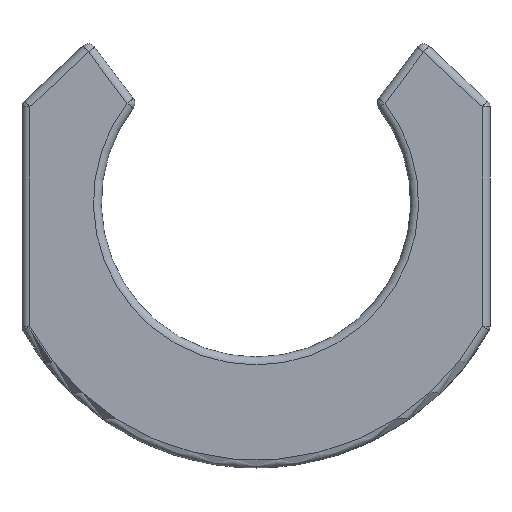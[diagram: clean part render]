
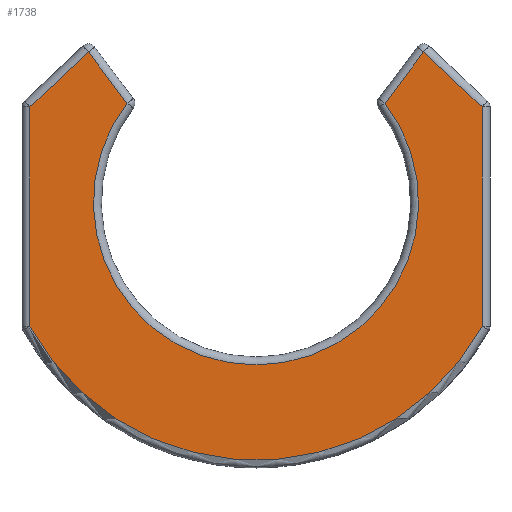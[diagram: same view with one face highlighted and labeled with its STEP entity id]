
A CAD part, front view. The second image highlights one B-rep face of the part: STEP entity #1738.
In plain terms, the highlighted planar face has unit normal (0, -1, 0).
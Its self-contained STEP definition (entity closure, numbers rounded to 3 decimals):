
#3 = DIRECTION ( 'NONE',  ( 0., 0., 1. ) ) ;
#20 = EDGE_CURVE ( 'NONE', #2034, #1138, #1019, .T. ) ;
#27 = EDGE_CURVE ( 'NONE', #1138, #1413, #1028, .T. ) ;
#30 = EDGE_CURVE ( 'NONE', #1413, #2227, #1023, .T. ) ;
#35 = CARTESIAN_POINT ( 'NONE',  ( -0.884, -0.7, -0.663 ) ) ;
#36 = EDGE_CURVE ( 'NONE', #2227, #911, #1007, .T. ) ;
#38 = EDGE_CURVE ( 'NONE', #911, #2199, #1003, .T. ) ;
#41 = EDGE_CURVE ( 'NONE', #2199, #1441, #995, .T. ) ;
#45 = EDGE_CURVE ( 'NONE', #1441, #2277, #991, .T. ) ;
#49 = EDGE_CURVE ( 'NONE', #2277, #2034, #978, .T. ) ;
#85 = DIRECTION ( 'NONE',  ( 0., 0., -1. ) ) ;
#88 = CARTESIAN_POINT ( 'NONE',  ( 5.7, -0.7, -3.124 ) ) ;
#99 = ORIENTED_EDGE ( 'NONE', *, *, #45, .T. ) ;
#147 = FACE_OUTER_BOUND ( 'NONE', #1375, .T. ) ;
#221 = CARTESIAN_POINT ( 'NONE',  ( 4.226, -0.7, 3.793 ) ) ;
#245 = DIRECTION ( 'NONE',  ( 0., 0., 1. ) ) ;
#253 = DIRECTION ( 'NONE',  ( -0.6, 0., -0.8 ) ) ;
#267 = DIRECTION ( 'NONE',  ( 0., 0., 1. ) ) ;
#296 = ORIENTED_EDGE ( 'NONE', *, *, #30, .T. ) ;
#320 = CARTESIAN_POINT ( 'NONE',  ( 5.7, -0.7, 0. ) ) ;
#596 = CARTESIAN_POINT ( 'NONE',  ( 5.7, -0.7, 2.406 ) ) ;
#669 = DIRECTION ( 'NONE',  ( 0., 1., 0. ) ) ;
#780 = ORIENTED_EDGE ( 'NONE', *, *, #38, .T. ) ;
#809 = AXIS2_PLACEMENT_3D ( 'NONE', #1989, #669, #3 ) ;
#850 = CARTESIAN_POINT ( 'NONE',  ( 0., -0.7, 0. ) ) ;
#862 = DIRECTION ( 'NONE',  ( -0.6, 0., 0.8 ) ) ;
#904 = DIRECTION ( 'NONE',  ( 0., -1., 0. ) ) ;
#911 = VERTEX_POINT ( 'NONE', #221 ) ;
#923 = DIRECTION ( 'NONE',  ( 0., 0., 1. ) ) ;
#978 = LINE ( 'NONE', #1809, #981 ) ;
#981 = VECTOR ( 'NONE', #1759, 1000. ) ;
#985 = VECTOR ( 'NONE', #862, 1000. ) ;
#991 = LINE ( 'NONE', #35, #985 ) ;
#992 = VECTOR ( 'NONE', #253, 1000. ) ;
#995 = CIRCLE ( 'NONE', #1547, 4.1 ) ;
#1000 = VECTOR ( 'NONE', #2198, 1000. ) ;
#1003 = LINE ( 'NONE', #1756, #992 ) ;
#1007 = LINE ( 'NONE', #1740, #1000 ) ;
#1008 = VECTOR ( 'NONE', #245, 1000. ) ;
#1014 = VECTOR ( 'NONE', #85, 1000. ) ;
#1019 = LINE ( 'NONE', #1753, #1014 ) ;
#1023 = LINE ( 'NONE', #320, #1008 ) ;
#1028 = CIRCLE ( 'NONE', #1992, 6.5 ) ;
#1060 = ORIENTED_EDGE ( 'NONE', *, *, #20, .T. ) ;
#1138 = VERTEX_POINT ( 'NONE', #1257 ) ;
#1190 = CARTESIAN_POINT ( 'NONE',  ( 3.253, -0.7, 2.496 ) ) ;
#1226 = ORIENTED_EDGE ( 'NONE', *, *, #27, .T. ) ;
#1234 = CARTESIAN_POINT ( 'NONE',  ( -4.226, -0.7, 3.793 ) ) ;
#1257 = CARTESIAN_POINT ( 'NONE',  ( -5.7, -0.7, -3.124 ) ) ;
#1375 = EDGE_LOOP ( 'NONE', ( #1060, #1226, #296, #1937, #780, #2178, #99, #2248 ) ) ;
#1413 = VERTEX_POINT ( 'NONE', #88 ) ;
#1441 = VERTEX_POINT ( 'NONE', #2204 ) ;
#1547 = AXIS2_PLACEMENT_3D ( 'NONE', #1718, #1707, #267 ) ;
#1707 = DIRECTION ( 'NONE',  ( 0., 1., 0. ) ) ;
#1718 = CARTESIAN_POINT ( 'NONE',  ( 0., -0.7, 0. ) ) ;
#1738 = ADVANCED_FACE ( 'NONE', ( #147 ), #2187, .F. ) ;
#1740 = CARTESIAN_POINT ( 'NONE',  ( 3.878, -0.7, 4.12 ) ) ;
#1753 = CARTESIAN_POINT ( 'NONE',  ( -5.7, -0.7, 0. ) ) ;
#1756 = CARTESIAN_POINT ( 'NONE',  ( 0.884, -0.7, -0.663 ) ) ;
#1759 = DIRECTION ( 'NONE',  ( -0.728, 0., -0.685 ) ) ;
#1809 = CARTESIAN_POINT ( 'NONE',  ( -3.878, -0.7, 4.12 ) ) ;
#1937 = ORIENTED_EDGE ( 'NONE', *, *, #36, .T. ) ;
#1943 = CARTESIAN_POINT ( 'NONE',  ( -5.7, -0.7, 2.406 ) ) ;
#1989 = CARTESIAN_POINT ( 'NONE',  ( 0., -0.7, 0. ) ) ;
#1992 = AXIS2_PLACEMENT_3D ( 'NONE', #850, #904, #923 ) ;
#2034 = VERTEX_POINT ( 'NONE', #1943 ) ;
#2178 = ORIENTED_EDGE ( 'NONE', *, *, #41, .T. ) ;
#2187 = PLANE ( 'NONE',  #809 ) ;
#2198 = DIRECTION ( 'NONE',  ( -0.728, 0., 0.685 ) ) ;
#2199 = VERTEX_POINT ( 'NONE', #1190 ) ;
#2204 = CARTESIAN_POINT ( 'NONE',  ( -3.253, -0.7, 2.496 ) ) ;
#2227 = VERTEX_POINT ( 'NONE', #596 ) ;
#2248 = ORIENTED_EDGE ( 'NONE', *, *, #49, .T. ) ;
#2277 = VERTEX_POINT ( 'NONE', #1234 ) ;
